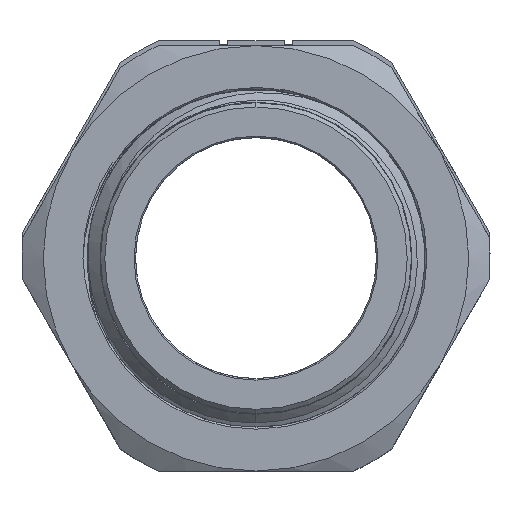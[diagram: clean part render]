
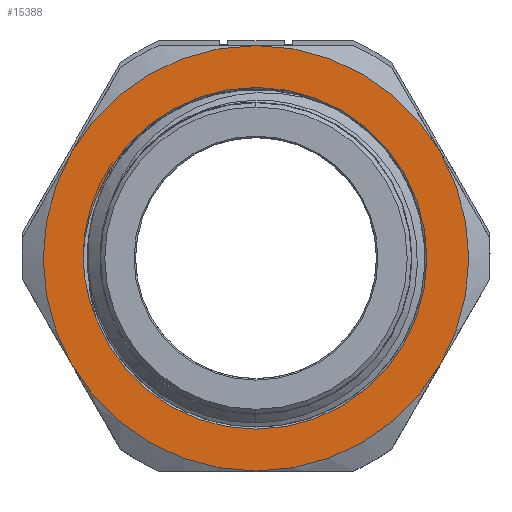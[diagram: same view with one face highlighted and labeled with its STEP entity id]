
A CAD part, top view. The second image highlights one B-rep face of the part: STEP entity #15388.
In plain terms, the highlighted planar face has unit normal (0, 0, 1).
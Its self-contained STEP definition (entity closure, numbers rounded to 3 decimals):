
#3555=CARTESIAN_POINT('',(-11.266,-4.275,
-3.998));
#3598=CARTESIAN_POINT('',(0.,0.,
-4.));
#3599=DIRECTION('',(0.,0.,-1.));
#3600=DIRECTION('',(-0.935,0.355,0.));
#3601=AXIS2_PLACEMENT_3D('',#3598,#3599,#3600);
#6162=CARTESIAN_POINT('',(0.,0.,
-4.));
#6163=DIRECTION('',(0.,0.,-1.));
#6164=DIRECTION('',(-0.866,0.5,0.));
#6165=AXIS2_PLACEMENT_3D('',#6162,#6163,#6164);
#6170=CARTESIAN_POINT('',(0.,0.,
-4.));
#6171=DIRECTION('',(0.,0.,-1.));
#6172=DIRECTION('',(-0.5,0.866,0.));
#6173=AXIS2_PLACEMENT_3D('',#6170,#6171,#6172);
#6178=CARTESIAN_POINT('',(0.,0.,
-4.));
#6179=DIRECTION('',(0.,0.,-1.));
#6180=DIRECTION('',(0.,1.,0.));
#6181=AXIS2_PLACEMENT_3D('',#6178,#6179,#6180);
#6186=CARTESIAN_POINT('',(0.,0.,
-4.));
#6187=DIRECTION('',(0.,0.,-1.));
#6188=DIRECTION('',(0.866,0.5,0.));
#6189=AXIS2_PLACEMENT_3D('',#6186,#6187,#6188);
#6194=CARTESIAN_POINT('',(0.,0.,
-4.));
#6195=DIRECTION('',(0.,0.,-1.));
#6196=DIRECTION('',(0.866,-0.5,0.));
#6197=AXIS2_PLACEMENT_3D('',#6194,#6195,#6196);
#6202=CARTESIAN_POINT('',(0.,0.,
-4.));
#6203=DIRECTION('',(0.,0.,-1.));
#6204=DIRECTION('',(0.5,-0.866,0.));
#6205=AXIS2_PLACEMENT_3D('',#6202,#6203,#6204);
#6210=CARTESIAN_POINT('',(0.,0.,
-4.));
#6211=DIRECTION('',(0.,0.,-1.));
#6212=DIRECTION('',(0.,-1.,0.));
#6213=AXIS2_PLACEMENT_3D('',#6210,#6211,#6212);
#6218=CARTESIAN_POINT('',(0.,0.,
-4.));
#6219=DIRECTION('',(0.,0.,-1.));
#6220=DIRECTION('',(-0.866,-0.5,0.));
#6221=AXIS2_PLACEMENT_3D('',#6218,#6219,#6220);
#6226=CARTESIAN_POINT('',(-11.266,4.275,
-3.999));
#6227=CARTESIAN_POINT('',(-11.408,3.935,
-3.999));
#6228=CARTESIAN_POINT('',(-11.66,3.247,
-3.999));
#6229=CARTESIAN_POINT('',(-11.945,2.178,
-3.998));
#6230=CARTESIAN_POINT('',(-12.13,1.091,
-3.998));
#6231=CARTESIAN_POINT('',(-12.187,0.365,
-3.998));
#6232=CARTESIAN_POINT('',(-12.2,0.,
-3.998));
#6237=CARTESIAN_POINT('',(-12.2,0.,
-3.998));
#6238=CARTESIAN_POINT('',(-12.187,-0.367,
-3.998));
#6239=CARTESIAN_POINT('',(-12.129,-1.098,
-3.998));
#6240=CARTESIAN_POINT('',(-11.943,-2.189,
-3.998));
#6241=CARTESIAN_POINT('',(-11.658,-3.255,
-3.998));
#6242=CARTESIAN_POINT('',(-11.407,-3.939,
-3.998));
#6243=CARTESIAN_POINT('',(-11.266,-4.275,
-3.998));
#6248=CARTESIAN_POINT('',(0.,0.,
-4.));
#6249=DIRECTION('',(0.,0.,1.));
#6250=DIRECTION('',(-0.935,-0.355,0.));
#6251=AXIS2_PLACEMENT_3D('',#6248,#6249,#6250);
#8981=VERTEX_POINT('',#3555);
#8983=VERTEX_POINT('',#6237);
#8984=VERTEX_POINT('',#6226);
#8985=CARTESIAN_POINT('',(-7.499,12.991,
-4.));
#8986=CARTESIAN_POINT('',(0.001,15.,
-4.001));
#8987=VERTEX_POINT('',#8985);
#8988=VERTEX_POINT('',#8986);
#8989=CARTESIAN_POINT('',(-12.99,7.5,
-3.999));
#8990=VERTEX_POINT('',#8989);
#8991=CARTESIAN_POINT('',(12.991,7.5,-4.003));
#8992=VERTEX_POINT('',#8991);
#8993=CARTESIAN_POINT('',(12.991,-7.5,
-4.001));
#8994=VERTEX_POINT('',#8993);
#8995=CARTESIAN_POINT('',(7.5,-12.99,
-4.));
#8996=CARTESIAN_POINT('',(0.,-15.,
-3.999));
#8997=VERTEX_POINT('',#8995);
#8998=VERTEX_POINT('',#8996);
#8999=CARTESIAN_POINT('',(-12.99,-7.5,
-3.997));
#9000=VERTEX_POINT('',#8999);
#9001=CARTESIAN_POINT('',(6.025,-10.436,
-4.));
#9002=VERTEX_POINT('',#9001);
#15360=CARTESIAN_POINT('',(0.,0.,
-4.));
#15361=DIRECTION('',(0.,0.,1.));
#15362=DIRECTION('',(0.866,0.5,0.));
#15363=AXIS2_PLACEMENT_3D('',#15360,#15361,#15362);
#15364=PLANE('',#15363);
#15365=ORIENTED_EDGE('',*,*,#14964,.T.);
#15366=ORIENTED_EDGE('',*,*,#14962,.T.);
#15368=ORIENTED_EDGE('',*,*,#15367,.T.);
#15370=ORIENTED_EDGE('',*,*,#15369,.T.);
#15372=ORIENTED_EDGE('',*,*,#15371,.T.);
#15374=ORIENTED_EDGE('',*,*,#15373,.T.);
#15376=ORIENTED_EDGE('',*,*,#15375,.T.);
#15377=ORIENTED_EDGE('',*,*,#15347,.T.);
#15378=EDGE_LOOP('',(#15365,#15366,#15368,#15370,#15372,#15374,#15376,#15377));
#15379=FACE_OUTER_BOUND('',#15378,.F.);
#15381=ORIENTED_EDGE('',*,*,#15380,.T.);
#15383=ORIENTED_EDGE('',*,*,#15382,.T.);
#15384=ORIENTED_EDGE('',*,*,#12327,.T.);
#15385=ORIENTED_EDGE('',*,*,#12351,.F.);
#15386=EDGE_LOOP('',(#15381,#15383,#15384,#15385));
#15387=FACE_BOUND('',#15386,.F.);
#15388=ADVANCED_FACE('',(#15379,#15387),#15364,.T.);
#3602=CIRCLE('',#3601,12.05);
#6166=CIRCLE('',#6165,15.);
#6174=CIRCLE('',#6173,15.);
#6182=CIRCLE('',#6181,15.);
#6190=CIRCLE('',#6189,15.);
#6198=CIRCLE('',#6197,15.);
#6206=CIRCLE('',#6205,15.);
#6214=CIRCLE('',#6213,15.);
#6222=CIRCLE('',#6221,15.);
#6233=B_SPLINE_CURVE_WITH_KNOTS('',3,(#6226,#6227,#6228,#6229,#6230,#6231,
#6232),.UNSPECIFIED.,.F.,.F.,(4,1,1,1,4),(0.,0.25,0.5,0.75,1.),
.UNSPECIFIED.);
#6244=B_SPLINE_CURVE_WITH_KNOTS('',3,(#6237,#6238,#6239,#6240,#6241,#6242,
#6243),.UNSPECIFIED.,.F.,.F.,(4,1,1,1,4),(0.,0.25,0.5,0.75,1.),
.UNSPECIFIED.);
#6252=CIRCLE('',#6251,12.05);
#12327=EDGE_CURVE('',#8981,#9002,#6252,.T.);
#12351=EDGE_CURVE('',#8984,#9002,#3602,.T.);
#14962=EDGE_CURVE('',#8987,#8988,#6174,.T.);
#14964=EDGE_CURVE('',#8990,#8987,#6166,.T.);
#15347=EDGE_CURVE('',#9000,#8990,#6222,.T.);
#15367=EDGE_CURVE('',#8988,#8992,#6182,.T.);
#15369=EDGE_CURVE('',#8992,#8994,#6190,.T.);
#15371=EDGE_CURVE('',#8994,#8997,#6198,.T.);
#15373=EDGE_CURVE('',#8997,#8998,#6206,.T.);
#15375=EDGE_CURVE('',#8998,#9000,#6214,.T.);
#15380=EDGE_CURVE('',#8984,#8983,#6233,.T.);
#15382=EDGE_CURVE('',#8983,#8981,#6244,.T.);
